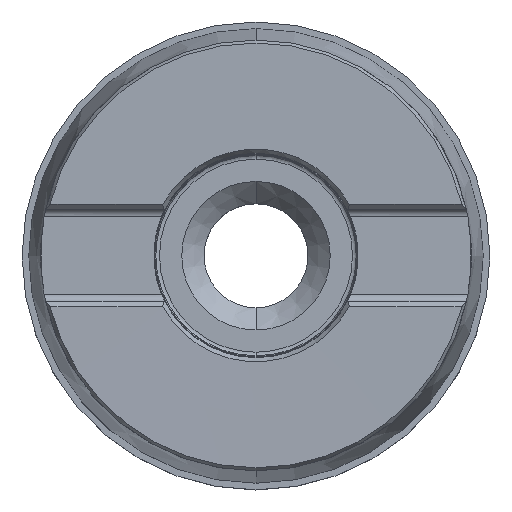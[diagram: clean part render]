
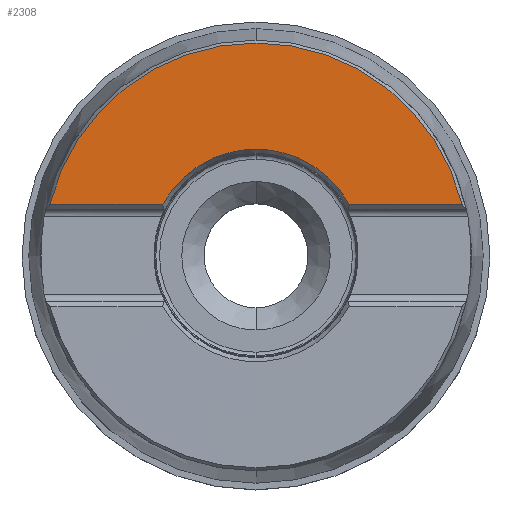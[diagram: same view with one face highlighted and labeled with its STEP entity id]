
A CAD part, top view. The second image highlights one B-rep face of the part: STEP entity #2308.
In plain terms, the highlighted conical face has half-angle 89.914 degrees and reference radius 21.455 mm.
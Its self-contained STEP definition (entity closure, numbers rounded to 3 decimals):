
#537=CARTESIAN_POINT('',(-12.554,6.878,
-0.022));
#542=CARTESIAN_POINT('',(12.554,6.878,-0.022));
#760=CARTESIAN_POINT('',(0.,0.,-0.022));
#761=DIRECTION('',(0.,0.,1.));
#762=DIRECTION('',(0.877,0.48,0.));
#763=AXIS2_PLACEMENT_3D('',#760,#761,#762);
#768=CARTESIAN_POINT('',(-27.751,6.899,
-0.001));
#769=CARTESIAN_POINT('',(-26.942,6.898,
-0.002));
#770=CARTESIAN_POINT('',(-25.418,6.896,
-0.004));
#771=CARTESIAN_POINT('',(-23.441,6.893,
-0.007));
#772=CARTESIAN_POINT('',(-21.716,6.891,
-0.009));
#773=CARTESIAN_POINT('',(-20.218,6.889,
-0.011));
#774=CARTESIAN_POINT('',(-18.9,6.887,
-0.013));
#775=CARTESIAN_POINT('',(-17.726,6.885,
-0.015));
#776=CARTESIAN_POINT('',(-16.67,6.884,
-0.016));
#777=CARTESIAN_POINT('',(-15.71,6.882,
-0.018));
#778=CARTESIAN_POINT('',(-14.83,6.881,
-0.019));
#779=CARTESIAN_POINT('',(-14.016,6.88,
-0.02));
#780=CARTESIAN_POINT('',(-13.259,6.879,
-0.021));
#781=CARTESIAN_POINT('',(-12.784,6.878,
-0.022));
#782=CARTESIAN_POINT('',(-12.554,6.878,
-0.022));
#787=CARTESIAN_POINT('',(0.,0.,-0.001));
#788=DIRECTION('',(0.,0.,-1.));
#789=DIRECTION('',(-0.97,0.241,0.));
#790=AXIS2_PLACEMENT_3D('',#787,#788,#789);
#795=CARTESIAN_POINT('',(12.554,6.878,-0.022));
#796=CARTESIAN_POINT('',(12.785,6.878,-0.022));
#797=CARTESIAN_POINT('',(13.262,6.879,-0.021));
#798=CARTESIAN_POINT('',(14.021,6.88,-0.02));
#799=CARTESIAN_POINT('',(14.836,6.881,-0.019));
#800=CARTESIAN_POINT('',(15.717,6.882,-0.018));
#801=CARTESIAN_POINT('',(16.677,6.884,-0.016));
#802=CARTESIAN_POINT('',(17.733,6.885,-0.015));
#803=CARTESIAN_POINT('',(18.906,6.887,-0.013));
#804=CARTESIAN_POINT('',(20.221,6.889,-0.011));
#805=CARTESIAN_POINT('',(21.715,6.891,-0.009));
#806=CARTESIAN_POINT('',(23.435,6.893,-0.007));
#807=CARTESIAN_POINT('',(25.413,6.896,-0.004));
#808=CARTESIAN_POINT('',(26.939,6.898,-0.002));
#809=CARTESIAN_POINT('',(27.751,6.899,-0.001));
#873=CARTESIAN_POINT('',(-27.751,6.899,
-0.001));
#894=CARTESIAN_POINT('',(27.751,6.899,-0.001));
#1724=VERTEX_POINT('',#542);
#1739=VERTEX_POINT('',#537);
#1742=VERTEX_POINT('',#894);
#1744=VERTEX_POINT('',#873);
#2296=CARTESIAN_POINT('',(0.,0.,-0.011));
#2297=DIRECTION('',(0.,0.,1.));
#2298=DIRECTION('',(0.,1.,0.));
#2299=AXIS2_PLACEMENT_3D('',#2296,#2297,#2298);
#2300=CONICAL_SURFACE('',#2299,21.455,89.914);
#2301=ORIENTED_EDGE('',*,*,#2138,.T.);
#2302=ORIENTED_EDGE('',*,*,#2291,.F.);
#2304=ORIENTED_EDGE('',*,*,#2303,.T.);
#2305=ORIENTED_EDGE('',*,*,#2274,.F.);
#2306=EDGE_LOOP('',(#2301,#2302,#2304,#2305));
#2307=FACE_OUTER_BOUND('',#2306,.F.);
#764=CIRCLE('',#763,14.315);
#783=B_SPLINE_CURVE_WITH_KNOTS('',3,(#768,#769,#770,#771,#772,#773,#774,#775,
#776,#777,#778,#779,#780,#781,#782),.UNSPECIFIED.,.F.,.F.,(4,1,1,1,1,1,1,1,1,1,
1,1,4),(0.,0.083,0.167,0.25,0.333,
0.417,0.5,0.583,0.667,0.75,
0.833,0.917,1.),.UNSPECIFIED.);
#791=CIRCLE('',#790,28.596);
#810=B_SPLINE_CURVE_WITH_KNOTS('',3,(#795,#796,#797,#798,#799,#800,#801,#802,
#803,#804,#805,#806,#807,#808,#809),.UNSPECIFIED.,.F.,.F.,(4,1,1,1,1,1,1,1,1,1,
1,1,4),(0.,0.083,0.167,0.25,0.333,
0.417,0.5,0.583,0.667,0.75,
0.833,0.917,1.),.UNSPECIFIED.);
#2138=EDGE_CURVE('',#1724,#1739,#764,.T.);
#2274=EDGE_CURVE('',#1724,#1742,#810,.T.);
#2291=EDGE_CURVE('',#1744,#1739,#783,.T.);
#2303=EDGE_CURVE('',#1744,#1742,#791,.T.);
#2308=ADVANCED_FACE('',(#2307),#2300,.F.);
